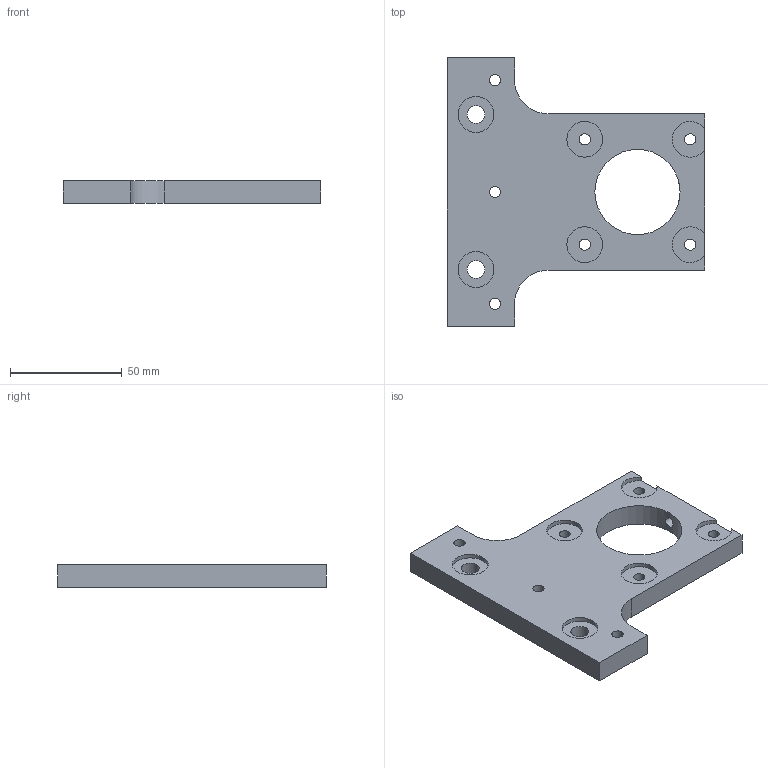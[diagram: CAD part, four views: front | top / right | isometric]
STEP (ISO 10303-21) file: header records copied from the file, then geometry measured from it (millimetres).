
FILE_DESCRIPTION(('CATIA V5 STEP Exchange'),'2;1');
FILE_NAME('supportMoteurJulienPAGNOT.stp','2016-03-01T18:31:23+00:00',('none'),('none'),'CATIA Version 5 Release 20 GA (IN-10)','CATIA V5 STEP AP203','none');
FILE_SCHEMA(('CONFIG_CONTROL_DESIGN'));
Length unit declared in the file: millimetre
Products named in the file (1): Part11
Bounding box: 115 x 120 x 10 mm (x, y, z)
Volume: 79473.6 mm3; surface area: 25124.9 mm2
Topology: 1 solids, 1 shells, 58 faces, 153 edges, 102 vertices
Faces by surface type: cylinder 40, plane 18
Entity records: 1723 total; most frequent: CARTESIAN_POINT 310, ORIENTED_EDGE 306, DIRECTION 211, EDGE_CURVE 153, AXIS2_PLACEMENT_3D 111, VERTEX_POINT 102, EDGE_LOOP 85, CIRCLE 78
